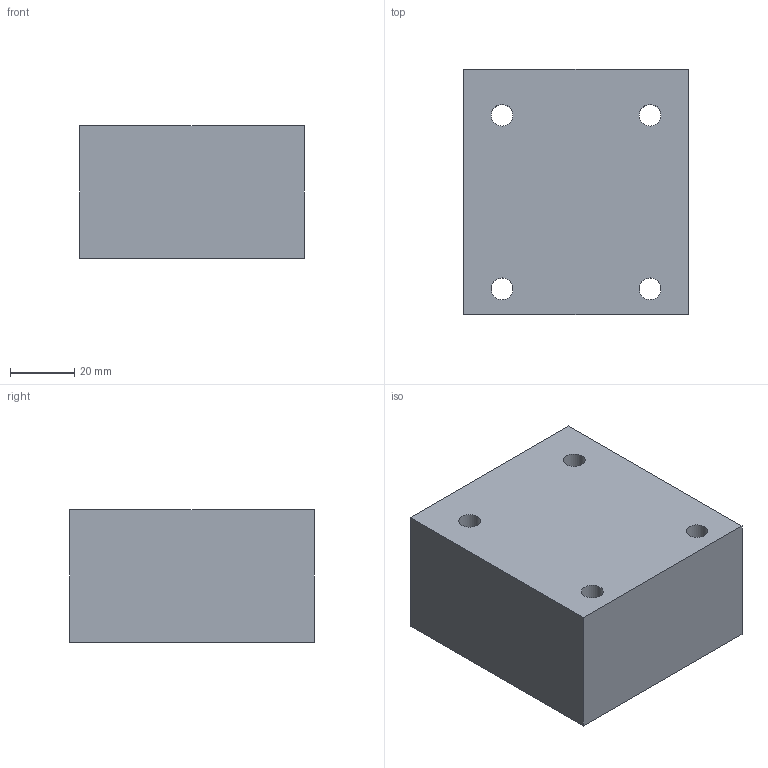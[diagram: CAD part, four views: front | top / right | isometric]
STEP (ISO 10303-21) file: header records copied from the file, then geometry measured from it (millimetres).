
FILE_DESCRIPTION(/* description */ (''),/* implementation_level */ '2;1');
FILE_NAME(/* name */ '_D05COPBM.stp',/* time_stamp */ '2021-12-09T12:03:43-05:00',/* author */ ('jrf'),/* organization */ (''),/* preprocessor_version */ 'ST-DEVELOPER v18',/* originating_system */ 'Autodesk Inventor 2020',/* authorisation */ '');
FILE_SCHEMA (('AUTOMOTIVE_DESIGN { 1 0 10303 214 3 1 1 }'));
Length unit declared in the file: millimetre
Products named in the file (1): Part_AD05COPBM.B02524R1_3D
Bounding box: 69.85 x 76.2 x 41.27 mm (x, y, z)
Volume: 211021.1 mm3; surface area: 26670.5 mm2
Topology: 1 solids, 1 shells, 337 faces, 923 edges, 620 vertices
Faces by surface type: plane 227, bspline 91, cylinder 14, cone 5
Full cylindrical faces by diameter (mm): 6.756 x4, 11.113 x2, 11.125 x3, 15.875 x5
Entity records: 11395 total; most frequent: CARTESIAN_POINT 3059, ORIENTED_EDGE 1836, DIRECTION 1277, EDGE_CURVE 918, LINE 689, VECTOR 689, VERTEX_POINT 620, EDGE_LOOP 382
